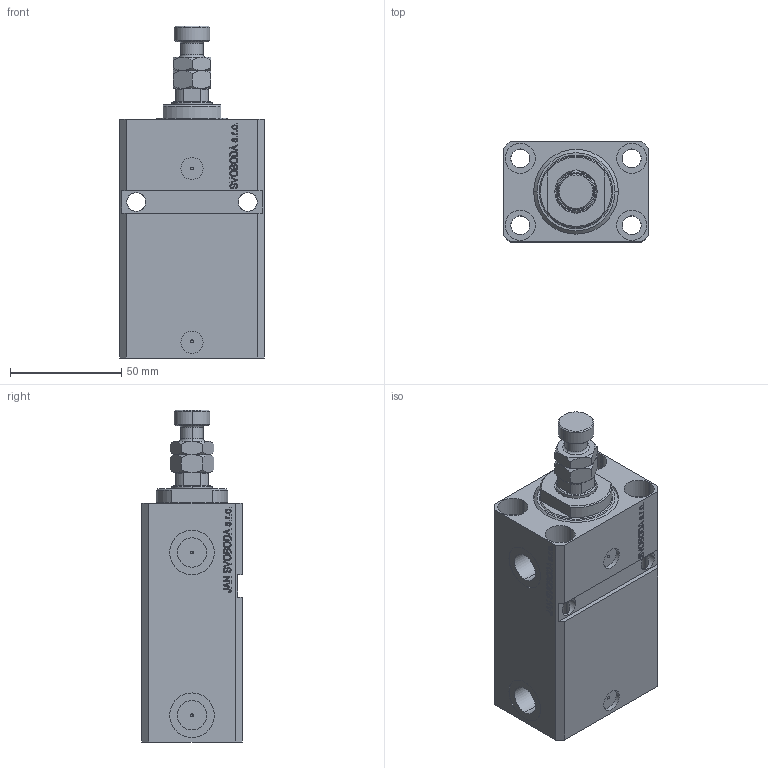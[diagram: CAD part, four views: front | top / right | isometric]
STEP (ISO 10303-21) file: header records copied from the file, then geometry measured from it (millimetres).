
FILE_DESCRIPTION (( 'STEP AP203' ), '1' );
FILE_NAME ('d4c4.STEP', '2022-04-09T13:35:31', ( '' ), ( '' ), 'SwSTEP 2.0', 'SolidWorks 2019', '' );
FILE_SCHEMA (( 'CONFIG_CONTROL_DESIGN' ));
Length unit declared in the file: millimetre
Products named in the file (5): MFA bdd9924d0ff80e711db5fc99c0cce8d5; V250CE_VC_E bdd9924d0ff80e711db5fc99c0cce8d5; V250CE_C_VCP bdd9924d0ff80e711db5fc99c0cce8d5; d4c4; V250CE_E_Body bdd9924d0ff80e711db5fc99c0cce8d5
Assembly tree (4 placements, depth 2):
  d4c4
    V250CE_E_Body bdd9924d0ff80e711db5fc99c0cce8d5
    V250CE_C_VCP bdd9924d0ff80e711db5fc99c0cce8d5
    V250CE_VC_E bdd9924d0ff80e711db5fc99c0cce8d5
    MFA bdd9924d0ff80e711db5fc99c0cce8d5
Bounding box: 65 x 45 x 148.9 mm (x, y, z)
Volume: 266830.6 mm3; surface area: 71186.3 mm2
Topology: 4 solids, 4 shells, 965 faces, 2457 edges, 1602 vertices
Faces by surface type: plane 455, bspline 360, cylinder 100, cone 40, torus 10
Entity records: 46618 total; most frequent: CARTESIAN_POINT 25228, ORIENTED_EDGE 4910, DIRECTION 3079, EDGE_CURVE 2455, VERTEX_POINT 1602, LINE 1429, VECTOR 1429, EDGE_LOOP 1103
